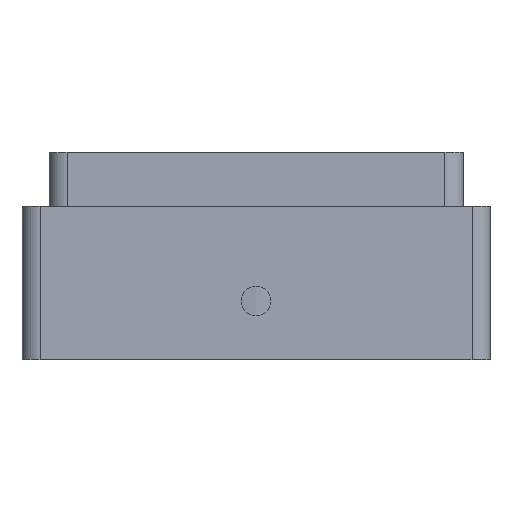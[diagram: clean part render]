
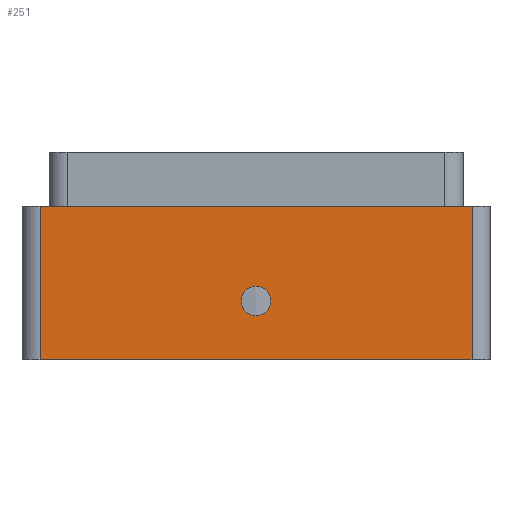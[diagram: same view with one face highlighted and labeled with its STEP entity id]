
A CAD part, front view. The second image highlights one B-rep face of the part: STEP entity #251.
In plain terms, the highlighted planar face has unit normal (0, -1, 0).
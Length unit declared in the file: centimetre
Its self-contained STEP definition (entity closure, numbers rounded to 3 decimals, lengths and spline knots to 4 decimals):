
#93 = EDGE_CURVE ( 'NONE', #562, #560, #245, .T. ) ;
#109 = EDGE_CURVE ( 'NONE', #539, #740, #2319, .T. ) ;
#110 = EDGE_CURVE ( 'NONE', #543, #746, #1847, .T. ) ;
#112 = EDGE_CURVE ( 'NONE', #560, #562, #392, .T. ) ;
#245 = CIRCLE ( 'NONE', #2778, 0.165 ) ;
#251 = ADVANCED_FACE ( 'NONE', ( #2557, #2550 ), #1944, .F. ) ;
#345 = EDGE_CURVE ( 'NONE', #740, #746, #1812, .T. ) ;
#392 = CIRCLE ( 'NONE', #2775, 0.165 ) ;
#485 = EDGE_CURVE ( 'NONE', #543, #539, #1156, .T. ) ;
#515 = ORIENTED_EDGE ( 'NONE', *, *, #485, .T. ) ;
#539 = VERTEX_POINT ( 'NONE', #1487 ) ;
#543 = VERTEX_POINT ( 'NONE', #1432 ) ;
#560 = VERTEX_POINT ( 'NONE', #1419 ) ;
#562 = VERTEX_POINT ( 'NONE', #1465 ) ;
#623 = ORIENTED_EDGE ( 'NONE', *, *, #93, .F. ) ;
#624 = ORIENTED_EDGE ( 'NONE', *, *, #110, .F. ) ;
#628 = EDGE_LOOP ( 'NONE', ( #958, #623 ) ) ;
#643 = EDGE_LOOP ( 'NONE', ( #624, #515, #902, #937 ) ) ;
#740 = VERTEX_POINT ( 'NONE', #1358 ) ;
#746 = VERTEX_POINT ( 'NONE', #1362 ) ;
#902 = ORIENTED_EDGE ( 'NONE', *, *, #109, .T. ) ;
#937 = ORIENTED_EDGE ( 'NONE', *, *, #345, .T. ) ;
#958 = ORIENTED_EDGE ( 'NONE', *, *, #112, .F. ) ;
#1156 = LINE ( 'NONE', #1157, #2532 ) ;
#1157 = CARTESIAN_POINT ( 'NONE',  ( -2.2471, -3.2133, 0.55 ) ) ;
#1158 = DIRECTION ( 'NONE',  ( 0., 0., -1. ) ) ;
#1358 = CARTESIAN_POINT ( 'NONE',  ( 2.5529, -3.2133, -1.15 ) ) ;
#1362 = CARTESIAN_POINT ( 'NONE',  ( 2.5529, -3.2133, 0.55 ) ) ;
#1419 = CARTESIAN_POINT ( 'NONE',  ( 0.1529, -3.2133, -0.665 ) ) ;
#1432 = CARTESIAN_POINT ( 'NONE',  ( -2.2471, -3.2133, 0.55 ) ) ;
#1465 = CARTESIAN_POINT ( 'NONE',  ( 0.1529, -3.2133, -0.335 ) ) ;
#1487 = CARTESIAN_POINT ( 'NONE',  ( -2.2471, -3.2133, -1.15 ) ) ;
#1812 = LINE ( 'NONE', #1836, #2474 ) ;
#1836 = CARTESIAN_POINT ( 'NONE',  ( 2.5529, -3.2133, 0.55 ) ) ;
#1847 = LINE ( 'NONE', #1848, #2757 ) ;
#1848 = CARTESIAN_POINT ( 'NONE',  ( -2.4471, -3.2133, 0.55 ) ) ;
#1849 = DIRECTION ( 'NONE',  ( 1., 0., 0. ) ) ;
#1870 = DIRECTION ( 'NONE',  ( 0., 1., 0. ) ) ;
#1905 = DIRECTION ( 'NONE',  ( 0., 0., 1. ) ) ;
#1921 = DIRECTION ( 'NONE',  ( -1., 0., 0. ) ) ;
#1944 = PLANE ( 'NONE',  #2547 ) ;
#2036 = DIRECTION ( 'NONE',  ( 0., -1., 0. ) ) ;
#2037 = CARTESIAN_POINT ( 'NONE',  ( 0.1529, -3.2133, -0.5 ) ) ;
#2191 = CARTESIAN_POINT ( 'NONE',  ( -2.4471, -3.2133, 0.55 ) ) ;
#2215 = CARTESIAN_POINT ( 'NONE',  ( 0.1529, -3.2133, -0.5 ) ) ;
#2295 = DIRECTION ( 'NONE',  ( 0., 0., -1. ) ) ;
#2313 = DIRECTION ( 'NONE',  ( 0., -1., 0. ) ) ;
#2314 = DIRECTION ( 'NONE',  ( 0., 0., -1. ) ) ;
#2319 = LINE ( 'NONE', #2320, #2759 ) ;
#2320 = CARTESIAN_POINT ( 'NONE',  ( -2.4471, -3.2133, -1.15 ) ) ;
#2321 = DIRECTION ( 'NONE',  ( 1., 0., 0. ) ) ;
#2474 = VECTOR ( 'NONE', #1905, 100. ) ;
#2532 = VECTOR ( 'NONE', #1158, 100. ) ;
#2547 = AXIS2_PLACEMENT_3D ( 'NONE', #2191, #1870, #1921 ) ;
#2550 = FACE_OUTER_BOUND ( 'NONE', #643, .T. ) ;
#2557 = FACE_BOUND ( 'NONE', #628, .T. ) ;
#2757 = VECTOR ( 'NONE', #1849, 100. ) ;
#2759 = VECTOR ( 'NONE', #2321, 100. ) ;
#2775 = AXIS2_PLACEMENT_3D ( 'NONE', #2215, #2313, #2314 ) ;
#2778 = AXIS2_PLACEMENT_3D ( 'NONE', #2037, #2036, #2295 ) ;
